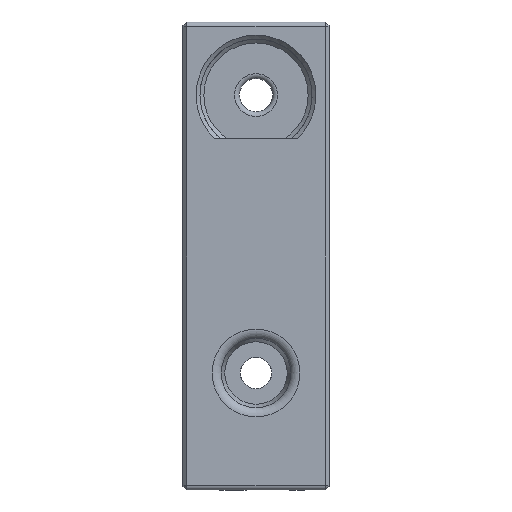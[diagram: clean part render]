
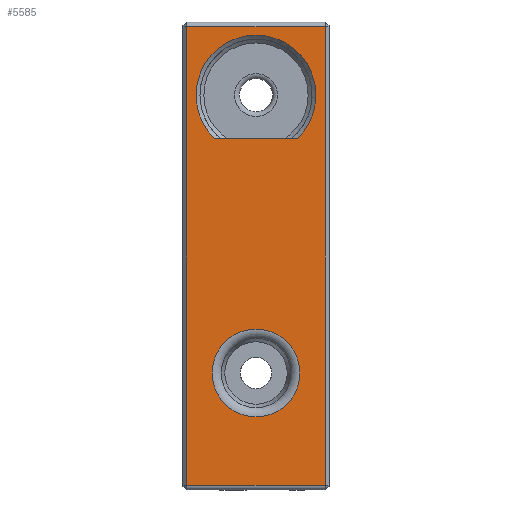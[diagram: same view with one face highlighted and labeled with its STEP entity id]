
A CAD part, front view. The second image highlights one B-rep face of the part: STEP entity #5585.
In plain terms, the highlighted planar face has unit normal (0, -1, 0).
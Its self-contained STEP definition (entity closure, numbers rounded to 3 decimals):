
#139=FACE_BOUND('',#977,.T.);
#140=FACE_BOUND('',#978,.T.);
#242=CIRCLE('',#5902,4.5);
#243=CIRCLE('',#5906,6.15);
#643=FACE_OUTER_BOUND('',#976,.T.);
#976=EDGE_LOOP('',(#4987,#4988,#4989,#4990));
#977=EDGE_LOOP('',(#4991,#4992));
#978=EDGE_LOOP('',(#4993));
#1387=LINE('',#11213,#1835);
#1389=LINE('',#11221,#1837);
#1416=LINE('',#11349,#1864);
#1417=LINE('',#11352,#1865);
#1418=LINE('',#11353,#1866);
#1835=VECTOR('',#6865,10.);
#1837=VECTOR('',#6869,1000.);
#1864=VECTOR('',#6948,10.);
#1865=VECTOR('',#6951,10.);
#1866=VECTOR('',#6952,10.);
#2647=VERTEX_POINT('',#11204);
#2648=VERTEX_POINT('',#11208);
#2649=VERTEX_POINT('',#11212);
#2650=VERTEX_POINT('',#11216);
#2651=VERTEX_POINT('',#11220);
#2672=VERTEX_POINT('',#11347);
#2673=VERTEX_POINT('',#11351);
#3416=EDGE_CURVE('',#2648,#2648,#242,.T.);
#3417=EDGE_CURVE('',#2647,#2649,#1387,.T.);
#3420=EDGE_CURVE('',#2651,#2650,#1389,.T.);
#3422=EDGE_CURVE('',#2650,#2651,#243,.T.);
#3461=EDGE_CURVE('',#2672,#2647,#1416,.T.);
#3462=EDGE_CURVE('',#2673,#2672,#1417,.T.);
#3463=EDGE_CURVE('',#2649,#2673,#1418,.T.);
#4987=ORIENTED_EDGE('',*,*,#3462,.F.);
#4988=ORIENTED_EDGE('',*,*,#3463,.F.);
#4989=ORIENTED_EDGE('',*,*,#3417,.F.);
#4990=ORIENTED_EDGE('',*,*,#3461,.F.);
#4991=ORIENTED_EDGE('',*,*,#3422,.T.);
#4992=ORIENTED_EDGE('',*,*,#3420,.T.);
#4993=ORIENTED_EDGE('',*,*,#3416,.F.);
#5286=PLANE('',#5931);
#5585=ADVANCED_FACE('',(#643,#139,#140),#5286,.F.);
#5902=AXIS2_PLACEMENT_3D('',#11210,#6861,#6862);
#5906=AXIS2_PLACEMENT_3D('',#11226,#6872,#6873);
#5931=AXIS2_PLACEMENT_3D('',#11350,#6949,#6950);
#6861=DIRECTION('center_axis',(0.,-1.,0.));
#6862=DIRECTION('ref_axis',(1.,0.,0.));
#6865=DIRECTION('',(0.,0.,1.));
#6869=DIRECTION('',(-1.,0.,0.));
#6872=DIRECTION('center_axis',(0.,1.,0.));
#6873=DIRECTION('ref_axis',(1.,0.,0.));
#6948=DIRECTION('',(-1.,0.,0.));
#6949=DIRECTION('center_axis',(0.,1.,0.));
#6950=DIRECTION('ref_axis',(1.,0.,0.));
#6951=DIRECTION('',(0.,0.,-1.));
#6952=DIRECTION('',(1.,0.,0.));
#11204=CARTESIAN_POINT('',(100.398,-121.,249.7));
#11208=CARTESIAN_POINT('',(107.498,-121.,265.7));
#11210=CARTESIAN_POINT('Origin',(107.498,-121.,261.2));
#11212=CARTESIAN_POINT('',(100.398,-121.,296.7));
#11213=CARTESIAN_POINT('',(100.398,-121.,196.984));
#11216=CARTESIAN_POINT('',(103.254,-121.,285.248));
#11220=CARTESIAN_POINT('',(111.741,-121.,285.248));
#11221=CARTESIAN_POINT('',(103.254,-121.,285.248));
#11226=CARTESIAN_POINT('Origin',(107.498,-121.,289.7));
#11347=CARTESIAN_POINT('',(114.598,-121.,249.7));
#11349=CARTESIAN_POINT('',(111.248,-121.,249.7));
#11350=CARTESIAN_POINT('Origin',(114.998,-121.,273.2));
#11351=CARTESIAN_POINT('',(114.598,-121.,296.7));
#11352=CARTESIAN_POINT('',(114.598,-121.,196.984));
#11353=CARTESIAN_POINT('',(107.998,-121.,296.7));
